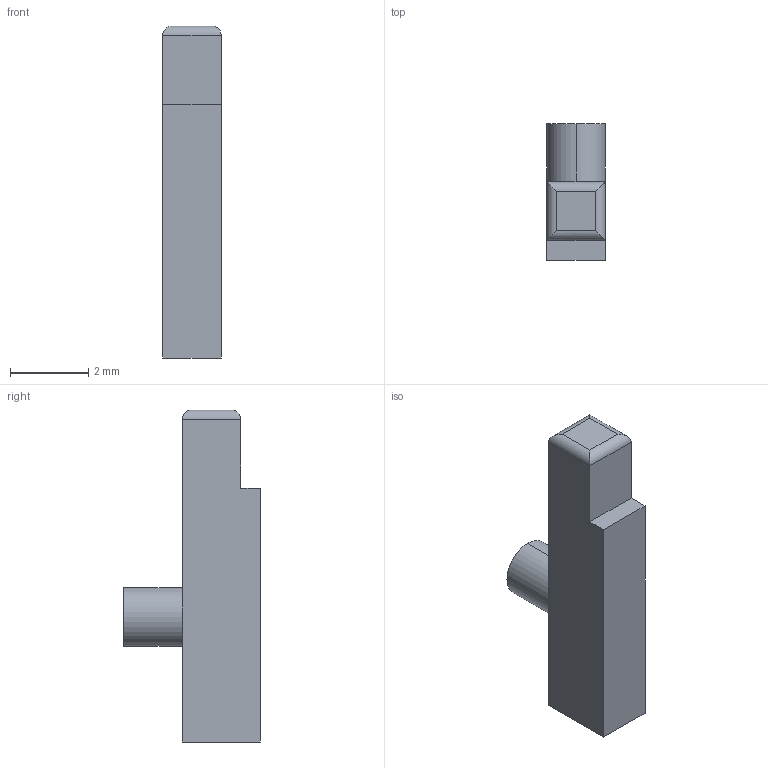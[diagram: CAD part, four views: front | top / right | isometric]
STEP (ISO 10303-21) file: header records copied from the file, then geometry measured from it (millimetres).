
FILE_DESCRIPTION (( 'STEP AP214' ), '1' );
FILE_NAME ('Drum - Operand Pin.STEP', '2025-07-06T08:34:50', ( '' ), ( '' ), 'SwSTEP 2.0', 'SolidWorks 2025', '' );
FILE_SCHEMA (( 'AUTOMOTIVE_DESIGN' ));
Length unit declared in the file: millimetre
Products named in the file (1): Drum - Operand Pin
Bounding box: 1.5 x 3.5 x 8.5 mm (x, y, z)
Volume: 26.6 mm3; surface area: 69.9 mm2
Topology: 1 solids, 1 shells, 16 faces, 36 edges, 22 vertices
Faces by surface type: plane 10, cylinder 6
Entity records: 472 total; most frequent: CARTESIAN_POINT 87, DIRECTION 72, ORIENTED_EDGE 72, EDGE_CURVE 36, VECTOR 26, LINE 26, AXIS2_PLACEMENT_3D 23, VERTEX_POINT 22
